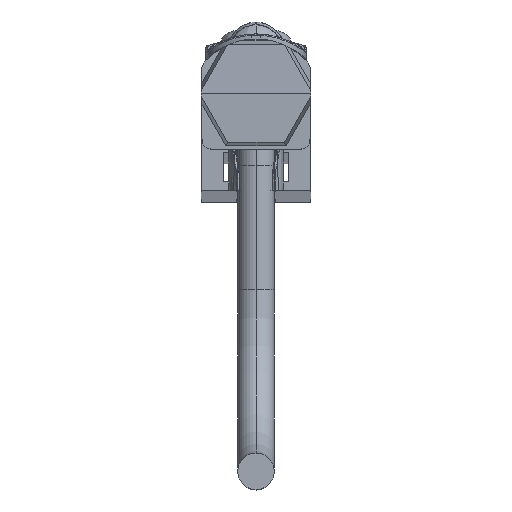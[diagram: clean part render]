
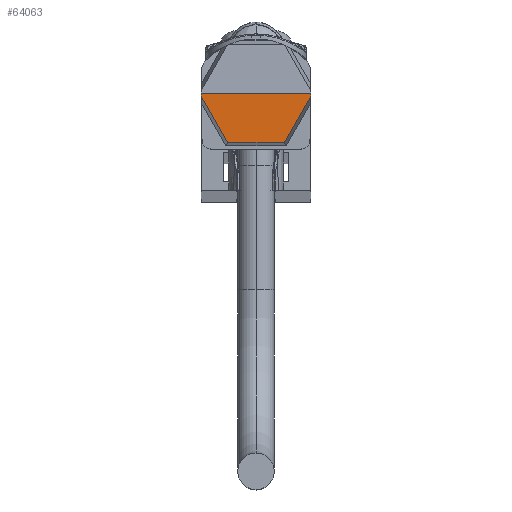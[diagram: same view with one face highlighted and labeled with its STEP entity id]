
A CAD part, top view. The second image highlights one B-rep face of the part: STEP entity #64063.
In plain terms, the highlighted planar face has unit normal (0, -0.018, 1).
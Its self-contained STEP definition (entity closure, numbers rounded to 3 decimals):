
#25842=DIRECTION('',(1.,0.,0.));
#25843=VECTOR('',#25842,12.);
#25844=CARTESIAN_POINT('',(-6.,2.35,382.75));
#25845=LINE('',#25844,#25843);
#25863=DIRECTION('',(0.017,-1.,-0.017));
#25864=VECTOR('',#25863,0.323);
#25865=CARTESIAN_POINT('',(-6.,2.35,382.75));
#25866=LINE('',#25865,#25864);
#25867=DIRECTION('',(-0.017,-1.,-0.017));
#25868=VECTOR('',#25867,0.323);
#25869=CARTESIAN_POINT('',(6.,2.35,382.75));
#25870=LINE('',#25869,#25868);
#25871=DIRECTION('',(0.497,0.868,0.015));
#25872=VECTOR('',#25871,5.82);
#25873=CARTESIAN_POINT('',(3.101,-3.021,
382.656));
#25874=LINE('',#25873,#25872);
#25875=DIRECTION('',(1.,0.,0.));
#25876=VECTOR('',#25875,6.202);
#25877=CARTESIAN_POINT('',(-3.101,-3.021,
382.656));
#25878=LINE('',#25877,#25876);
#25879=DIRECTION('',(0.497,-0.868,-0.015));
#25880=VECTOR('',#25879,5.819);
#25881=CARTESIAN_POINT('',(-5.994,2.027,
382.744));
#25882=LINE('',#25881,#25880);
#27981=CARTESIAN_POINT('',(-6.,2.35,382.75));
#27982=VERTEX_POINT('',#27981);
#27983=CARTESIAN_POINT('',(6.,2.35,382.75));
#27984=VERTEX_POINT('',#27983);
#27990=CARTESIAN_POINT('',(5.994,2.027,382.744));
#27992=VERTEX_POINT('',#27990);
#28006=CARTESIAN_POINT('',(-5.994,2.027,
382.744));
#28008=VERTEX_POINT('',#28006);
#28013=CARTESIAN_POINT('',(-3.101,-3.021,
382.656));
#28014=CARTESIAN_POINT('',(3.101,-3.021,
382.656));
#28015=VERTEX_POINT('',#28013);
#28016=VERTEX_POINT('',#28014);
#64045=CARTESIAN_POINT('',(-6.64,2.35,382.75));
#64046=DIRECTION('',(0.,-0.017,1.));
#64047=DIRECTION('',(1.,0.,0.));
#64048=AXIS2_PLACEMENT_3D('',#64045,#64046,#64047);
#64049=PLANE('',#64048);
#64051=ORIENTED_EDGE('',*,*,#64050,.F.);
#64052=ORIENTED_EDGE('',*,*,#64032,.T.);
#64054=ORIENTED_EDGE('',*,*,#64053,.T.);
#64056=ORIENTED_EDGE('',*,*,#64055,.F.);
#64058=ORIENTED_EDGE('',*,*,#64057,.F.);
#64060=ORIENTED_EDGE('',*,*,#64059,.F.);
#64061=EDGE_LOOP('',(#64051,#64052,#64054,#64056,#64058,#64060));
#64062=FACE_OUTER_BOUND('',#64061,.F.);
#64063=ADVANCED_FACE('',(#64062),#64049,.T.);
#64032=EDGE_CURVE('',#27982,#27984,#25845,.T.);
#64050=EDGE_CURVE('',#27982,#28008,#25866,.T.);
#64053=EDGE_CURVE('',#27984,#27992,#25870,.T.);
#64055=EDGE_CURVE('',#28016,#27992,#25874,.T.);
#64057=EDGE_CURVE('',#28015,#28016,#25878,.T.);
#64059=EDGE_CURVE('',#28008,#28015,#25882,.T.);
